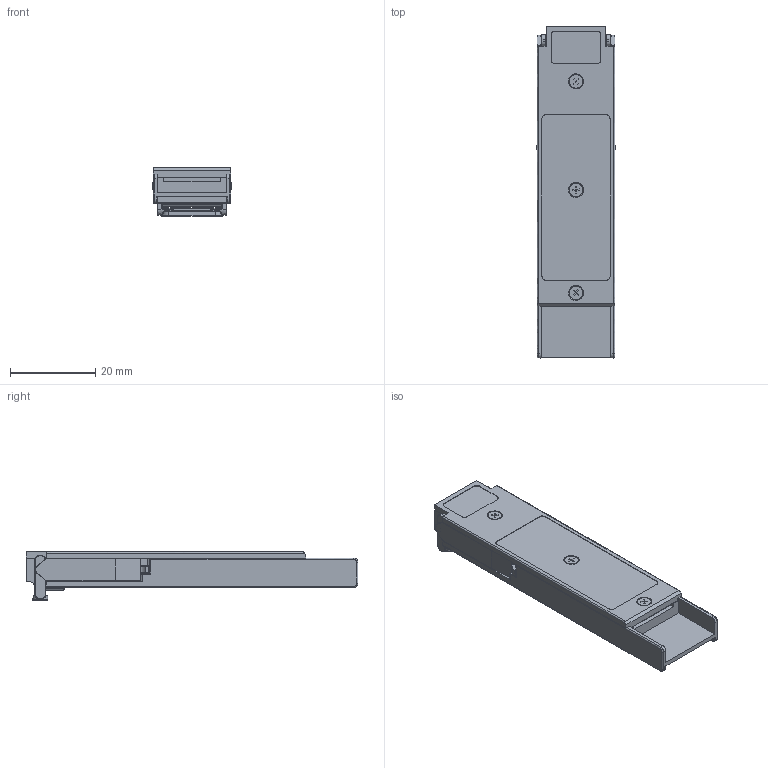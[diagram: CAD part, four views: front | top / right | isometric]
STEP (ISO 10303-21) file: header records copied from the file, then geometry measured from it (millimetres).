
FILE_DESCRIPTION (( 'STEP AP203' ), '1' );
FILE_NAME ('FXC-XFPCXX-ER10G_3D.STEP', '2022-07-11T16:43:19', ( '' ), ( '' ), 'SwSTEP 2.0', 'SolidWorks 2021', '' );
FILE_SCHEMA (( 'CONFIG_CONTROL_DESIGN' ));
Length unit declared in the file: inch
Products named in the file (8): XFP____.STEP.STEP^XFP-X027.STEP(2)_FXC-XFPCXX-ER10G; XFP-X027.STEP(2)^FXC-XFPCXX-ER10G; XFP______.STEP.STEP^XFP-X027.STEP(2)_FXC-XFPCXX-ER10G; M1.6__7.8__3.2____.STEP.STEP^XFP-X027.STEP(2)_FXC-XFPCXX-ER10G; XFP____-0.STEP.STEP^XFP-X027.STEP(2)_FXC-XFPCXX-ER10G; FXC-XFPCXX-ER10G_3D; XFP____V2.STEP.STEP^XFP-X027.STEP(2)_FXC-XFPCXX-ER10G; ____1.STEP.STEP^XFP-X027.STEP(2)_FXC-XFPCXX-ER10G
Assembly tree (11 placements, depth 3):
  FXC-XFPCXX-ER10G_3D
    XFP-X027.STEP(2)^FXC-XFPCXX-ER10G
      XFP____V2.STEP.STEP^XFP-X027.STEP(2)_FXC-XFPCXX-ER10G
      XFP______.STEP.STEP^XFP-X027.STEP(2)_FXC-XFPCXX-ER10G
      M1.6__7.8__3.2____.STEP.STEP^XFP-X027.STEP(2)_FXC-XFPCXX-ER10G  x3
      XFP____.STEP.STEP^XFP-X027.STEP(2)_FXC-XFPCXX-ER10G  x2
      XFP____-0.STEP.STEP^XFP-X027.STEP(2)_FXC-XFPCXX-ER10G
      ____1.STEP.STEP^XFP-X027.STEP(2)_FXC-XFPCXX-ER10G  x2
Bounding box: 18.4 x 78 x 11.4 mm (x, y, z)
Volume: 9371.7 mm3; surface area: 8815.7 mm2
Topology: 10 solids, 10 shells, 888 faces, 2223 edges, 1353 vertices
Faces by surface type: bspline 888
Entity records: 64645 total; most frequent: CARTESIAN_POINT 53369, ORIENTED_EDGE 3584, EDGE_CURVE 1792, B_SPLINE_CURVE_WITH_KNOTS 1293, VERTEX_POINT 1114, EDGE_LOOP 740, FACE_OUTER_BOUND 709, ADVANCED_FACE 709
